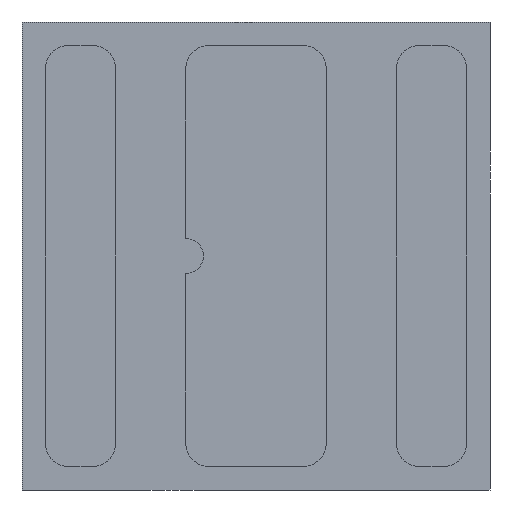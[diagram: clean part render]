
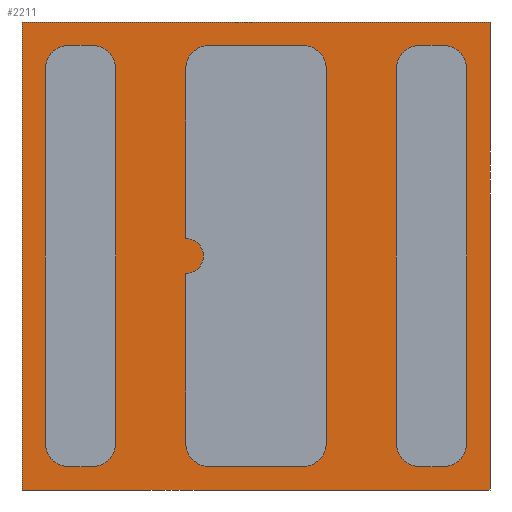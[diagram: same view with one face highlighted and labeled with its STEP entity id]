
A CAD part, front view. The second image highlights one B-rep face of the part: STEP entity #2211.
In plain terms, the highlighted planar face has unit normal (0, -1, 0).
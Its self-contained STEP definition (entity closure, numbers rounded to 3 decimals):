
#54 = CARTESIAN_POINT ( 'NONE',  ( 1., -0.688, -1. ) ) ;
#86 = DIRECTION ( 'NONE',  ( 0., -1., 0. ) ) ;
#206 = DIRECTION ( 'NONE',  ( -1., 0., 0. ) ) ;
#419 = VECTOR ( 'NONE', #1268, 1000. ) ;
#443 = VECTOR ( 'NONE', #633, 1000. ) ;
#481 = CARTESIAN_POINT ( 'NONE',  ( -1., -0.688, -1. ) ) ;
#528 = LINE ( 'NONE', #2282, #2544 ) ;
#584 = VERTEX_POINT ( 'NONE', #2682 ) ;
#633 = DIRECTION ( 'NONE',  ( 1., 0., 0. ) ) ;
#642 = ORIENTED_EDGE ( 'NONE', *, *, #1290, .T. ) ;
#715 = AXIS2_PLACEMENT_3D ( 'NONE', #1426, #86, #1845 ) ;
#933 = DIRECTION ( 'NONE',  ( 0., 0., -1. ) ) ;
#948 = VERTEX_POINT ( 'NONE', #481 ) ;
#1176 = FACE_OUTER_BOUND ( 'NONE', #1632, .T. ) ;
#1213 = LINE ( 'NONE', #1826, #419 ) ;
#1268 = DIRECTION ( 'NONE',  ( 0., 0., 1. ) ) ;
#1290 = EDGE_CURVE ( 'NONE', #948, #1768, #1853, .T. ) ;
#1351 = VECTOR ( 'NONE', #206, 1000. ) ;
#1426 = CARTESIAN_POINT ( 'NONE',  ( 0., -0.688, 0. ) ) ;
#1482 = EDGE_CURVE ( 'NONE', #1768, #584, #1213, .T. ) ;
#1555 = CARTESIAN_POINT ( 'NONE',  ( 1., -0.688, 1. ) ) ;
#1632 = EDGE_LOOP ( 'NONE', ( #2574, #642, #1754, #1931 ) ) ;
#1754 = ORIENTED_EDGE ( 'NONE', *, *, #1482, .T. ) ;
#1768 = VERTEX_POINT ( 'NONE', #54 ) ;
#1826 = CARTESIAN_POINT ( 'NONE',  ( 1., -0.688, -1. ) ) ;
#1845 = DIRECTION ( 'NONE',  ( 0., 0., -1. ) ) ;
#1853 = LINE ( 'NONE', #2697, #443 ) ;
#1931 = ORIENTED_EDGE ( 'NONE', *, *, #1985, .T. ) ;
#1985 = EDGE_CURVE ( 'NONE', #584, #2220, #2913, .T. ) ;
#2125 = EDGE_CURVE ( 'NONE', #2220, #948, #528, .T. ) ;
#2211 = ADVANCED_FACE ( 'NONE', ( #1176 ), #2784, .T. ) ;
#2220 = VERTEX_POINT ( 'NONE', #2495 ) ;
#2282 = CARTESIAN_POINT ( 'NONE',  ( -1., -0.688, 1. ) ) ;
#2495 = CARTESIAN_POINT ( 'NONE',  ( -1., -0.688, 1. ) ) ;
#2544 = VECTOR ( 'NONE', #933, 1000. ) ;
#2574 = ORIENTED_EDGE ( 'NONE', *, *, #2125, .T. ) ;
#2682 = CARTESIAN_POINT ( 'NONE',  ( 1., -0.688, 1. ) ) ;
#2697 = CARTESIAN_POINT ( 'NONE',  ( -1., -0.688, -1. ) ) ;
#2784 = PLANE ( 'NONE',  #715 ) ;
#2913 = LINE ( 'NONE', #1555, #1351 ) ;
